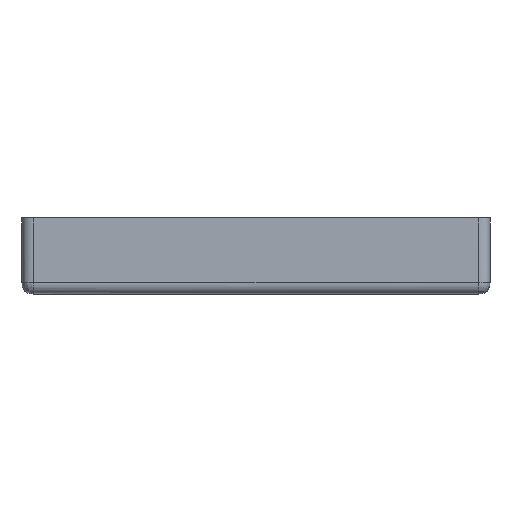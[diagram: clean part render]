
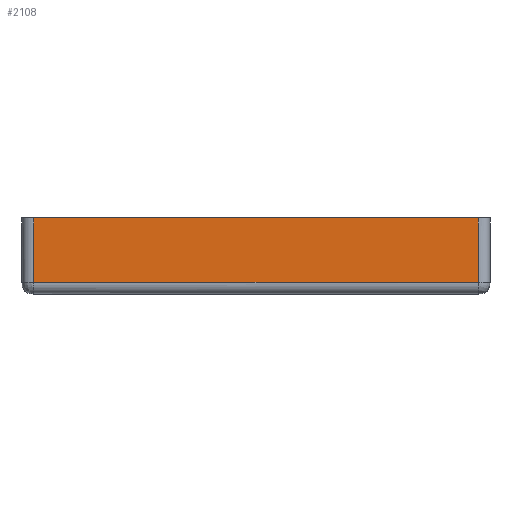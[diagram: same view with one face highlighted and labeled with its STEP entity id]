
A CAD part, front view. The second image highlights one B-rep face of the part: STEP entity #2108.
In plain terms, the highlighted planar face has unit normal (0, -1, 0).
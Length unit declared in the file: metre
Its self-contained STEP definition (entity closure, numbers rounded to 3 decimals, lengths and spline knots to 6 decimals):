
#168=LINE('',#3050,#343);
#343=VECTOR('',#2458,1.);
#537=ORIENTED_EDGE('',*,*,#1177,.F.);
#538=ORIENTED_EDGE('',*,*,#1178,.T.);
#539=ORIENTED_EDGE('',*,*,#1179,.T.);
#540=ORIENTED_EDGE('',*,*,#1180,.T.);
#1177=EDGE_CURVE('',#1497,#1498,#168,.T.);
#1178=EDGE_CURVE('',#1497,#1499,#1694,.T.);
#1179=EDGE_CURVE('',#1499,#1500,#1695,.T.);
#1180=EDGE_CURVE('',#1500,#1498,#1696,.T.);
#1497=VERTEX_POINT('',#3051);
#1498=VERTEX_POINT('',#3052);
#1499=VERTEX_POINT('',#3057);
#1500=VERTEX_POINT('',#3062);
#1694=B_SPLINE_CURVE_WITH_KNOTS('',3,(#3053,#3054,#3055,#3056),
 .UNSPECIFIED.,.F.,.F.,(4,4),(0.,1.),.UNSPECIFIED.);
#1695=B_SPLINE_CURVE_WITH_KNOTS('',3,(#3058,#3059,#3060,#3061),
 .UNSPECIFIED.,.F.,.F.,(4,4),(0.,1.),.UNSPECIFIED.);
#1696=B_SPLINE_CURVE_WITH_KNOTS('',3,(#3063,#3064,#3065,#3066),
 .UNSPECIFIED.,.F.,.F.,(4,4),(0.,1.),.UNSPECIFIED.);
#1757=EDGE_LOOP('',(#537,#538,#539,#540));
#1907=FACE_BOUND('',#1757,.T.);
#2049=PLANE('',#2247);
#2108=ADVANCED_FACE('',(#1907),#2049,.T.);
#2247=AXIS2_PLACEMENT_3D('',#3049,#2456,#2457);
#2456=DIRECTION('',(0.,-1.,0.));
#2457=DIRECTION('',(0.,0.,1.));
#2458=DIRECTION('',(1.,0.,0.));
#3049=CARTESIAN_POINT('',(0.08,-0.0505,0.016));
#3050=CARTESIAN_POINT('',(0.08,-0.0505,0.013));
#3051=CARTESIAN_POINT('',(0.042,-0.0505,0.013));
#3052=CARTESIAN_POINT('',(0.118,-0.0505,0.013));
#3053=CARTESIAN_POINT('',(0.042,-0.0505,0.013));
#3054=CARTESIAN_POINT('',(0.042,-0.0505,0.009333));
#3055=CARTESIAN_POINT('',(0.042,-0.0505,0.005667));
#3056=CARTESIAN_POINT('',(0.042,-0.0505,0.002));
#3057=CARTESIAN_POINT('',(0.042,-0.0505,0.002));
#3058=CARTESIAN_POINT('',(0.042,-0.0505,0.002));
#3059=CARTESIAN_POINT('',(0.067333,-0.0505,0.002));
#3060=CARTESIAN_POINT('',(0.092667,-0.0505,0.002));
#3061=CARTESIAN_POINT('',(0.118,-0.0505,0.002));
#3062=CARTESIAN_POINT('',(0.118,-0.0505,0.002));
#3063=CARTESIAN_POINT('',(0.118,-0.0505,0.002));
#3064=CARTESIAN_POINT('',(0.118,-0.0505,0.005667));
#3065=CARTESIAN_POINT('',(0.118,-0.0505,0.009333));
#3066=CARTESIAN_POINT('',(0.118,-0.0505,0.013));
